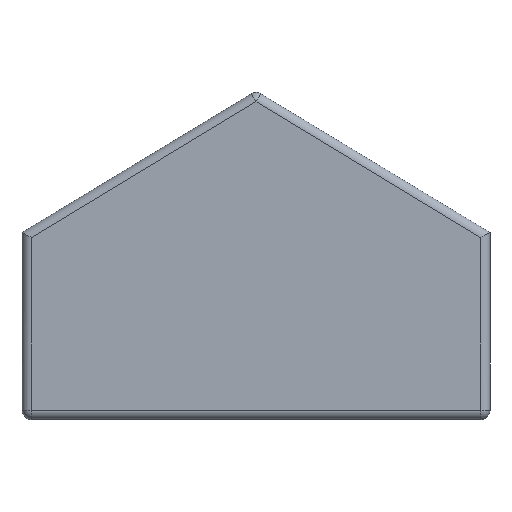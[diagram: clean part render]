
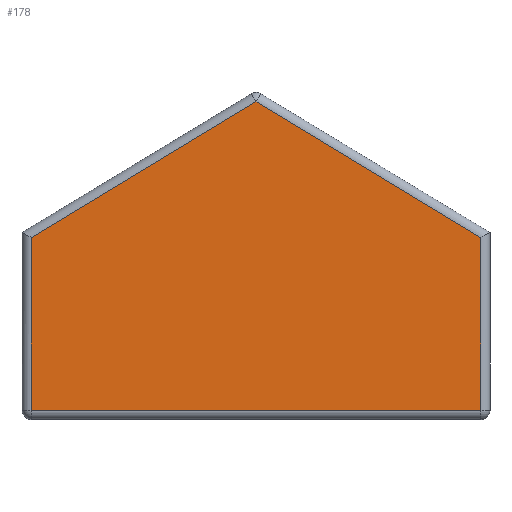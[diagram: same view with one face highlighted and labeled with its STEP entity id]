
A CAD part, left-side view. The second image highlights one B-rep face of the part: STEP entity #178.
In plain terms, the highlighted planar face has unit normal (-1, 0, 0).
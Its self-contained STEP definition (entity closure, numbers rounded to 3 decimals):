
#137=FACE_OUTER_BOUND('',#255,.T.);
#178=ADVANCED_FACE('',(#137),#221,.F.);
#221=PLANE('',#745);
#255=EDGE_LOOP('',(#331,#332,#333,#334,#335));
#331=ORIENTED_EDGE('',*,*,#557,.T.);
#332=ORIENTED_EDGE('',*,*,#558,.T.);
#333=ORIENTED_EDGE('',*,*,#559,.T.);
#334=ORIENTED_EDGE('',*,*,#560,.T.);
#335=ORIENTED_EDGE('',*,*,#561,.T.);
#503=VERTEX_POINT('',#1082);
#504=VERTEX_POINT('',#1083);
#505=VERTEX_POINT('',#1085);
#506=VERTEX_POINT('',#1087);
#507=VERTEX_POINT('',#1089);
#557=EDGE_CURVE('',#503,#504,#645,.T.);
#558=EDGE_CURVE('',#504,#505,#646,.T.);
#559=EDGE_CURVE('',#505,#506,#647,.T.);
#560=EDGE_CURVE('',#506,#507,#648,.T.);
#561=EDGE_CURVE('',#507,#503,#649,.T.);
#645=LINE('',#1081,#709);
#646=LINE('',#1084,#710);
#647=LINE('',#1086,#711);
#648=LINE('',#1088,#712);
#649=LINE('',#1090,#713);
#709=VECTOR('',#855,1.);
#710=VECTOR('',#856,1.);
#711=VECTOR('',#857,1.);
#712=VECTOR('',#858,1.);
#713=VECTOR('',#859,1.);
#745=AXIS2_PLACEMENT_3D('',#1091,#860,#861);
#855=DIRECTION('',(0.,0.,1.));
#856=DIRECTION('',(0.,0.856,0.518));
#857=DIRECTION('',(0.,0.856,-0.518));
#858=DIRECTION('',(0.,0.,-1.));
#859=DIRECTION('',(0.,-1.,0.));
#860=DIRECTION('',(1.,0.,0.));
#861=DIRECTION('',(0.,0.,-1.));
#1081=CARTESIAN_POINT('',(0.,-48.,0.));
#1082=CARTESIAN_POINT('',(0.,-48.,-18.));
#1083=CARTESIAN_POINT('',(0.,-48.,18.872));
#1084=CARTESIAN_POINT('',(0.,-21.215,35.074));
#1085=CARTESIAN_POINT('',(0.,0.,47.905));
#1086=CARTESIAN_POINT('',(0.,21.215,35.074));
#1087=CARTESIAN_POINT('',(0.,48.,18.872));
#1088=CARTESIAN_POINT('',(0.,48.,0.));
#1089=CARTESIAN_POINT('',(0.,48.,-18.));
#1090=CARTESIAN_POINT('',(0.,0.,-18.));
#1091=CARTESIAN_POINT('',(0.,0.,0.));
